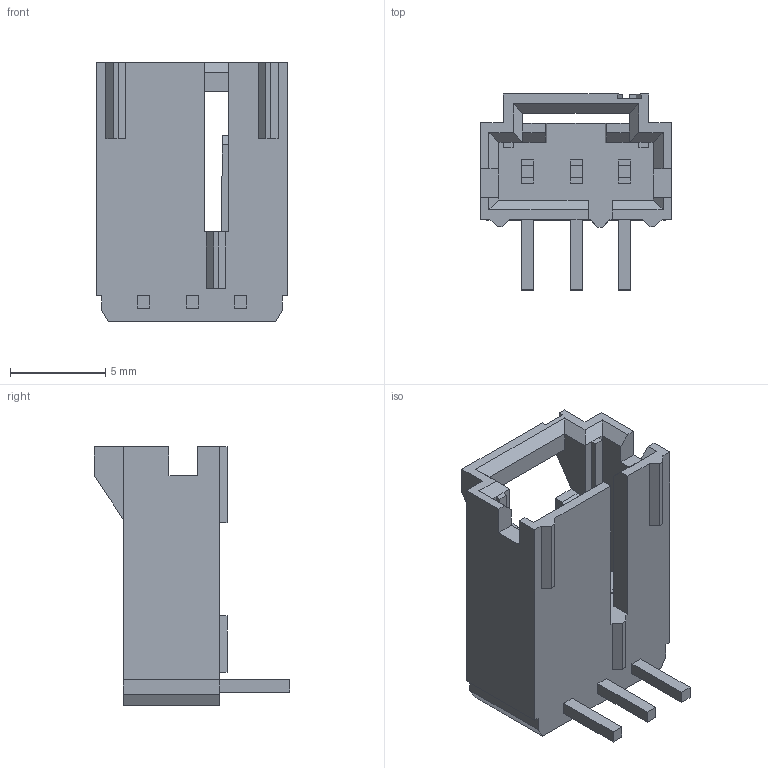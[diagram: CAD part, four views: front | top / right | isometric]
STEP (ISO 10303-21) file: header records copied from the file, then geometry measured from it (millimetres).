
FILE_DESCRIPTION(('STEP AP203'),'1');
FILE_NAME('103906-2.stp','2025-03-10T21:18:08',('TraceParts'),('TraceParts S.A.'),'Spatial InterOp 3D',' ',' ');
FILE_SCHEMA(('CONFIG_CONTROL_DESIGN'));
Length unit declared in the file: millimetre
Products named in the file (1): 1
Bounding box: 10.03 x 10.28 x 13.59 mm (x, y, z)
Volume: 444.6 mm3; surface area: 769.9 mm2
Topology: 1 solids, 1 shells, 124 faces, 337 edges, 219 vertices
Faces by surface type: plane 124
Entity records: 3853 total; most frequent: CARTESIAN_POINT 681, ORIENTED_EDGE 674, DIRECTION 587, EDGE_CURVE 337, LINE 337, VECTOR 337, VERTEX_POINT 219, EDGE_LOOP 130
